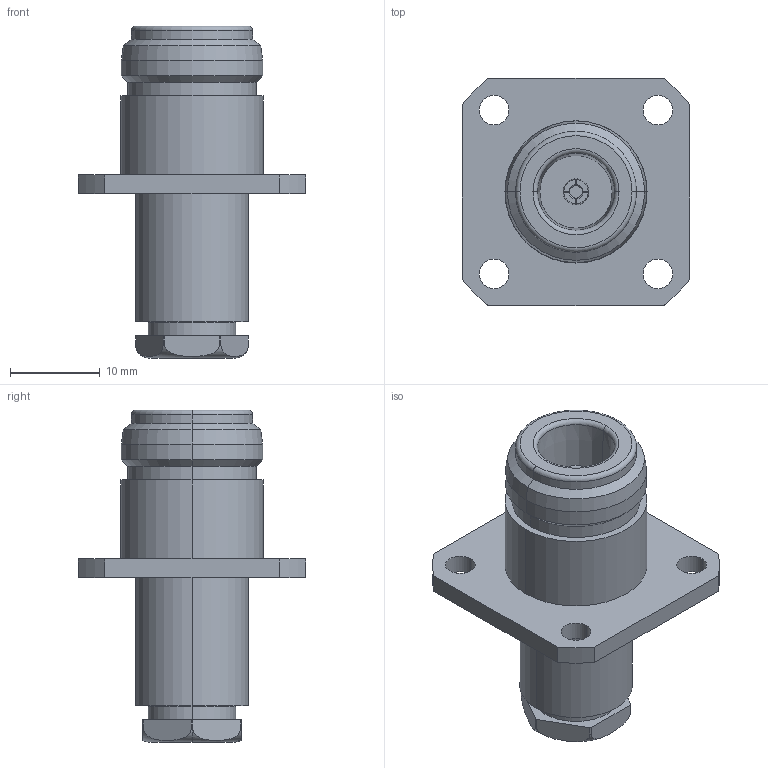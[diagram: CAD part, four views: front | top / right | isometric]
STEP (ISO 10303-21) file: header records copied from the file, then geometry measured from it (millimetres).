
FILE_DESCRIPTION (( 'STEP AP214' ), '1' );
FILE_NAME ('J01021H1119.STEP', '2018-09-18T09:16:10', ( '' ), ( '' ), 'SwSTEP 2.0', 'SolidWorks 2017', '' );
FILE_SCHEMA (( 'AUTOMOTIVE_DESIGN' ));
Length unit declared in the file: millimetre
Products named in the file (1): J01021H1119
Bounding box: 25.4 x 25.4 x 37.02 mm (x, y, z)
Volume: 5934.7 mm3; surface area: 3395.5 mm2
Topology: 1 solids, 1 shells, 94 faces, 224 edges, 143 vertices
Faces by surface type: cylinder 41, plane 31, cone 14, torus 8
Entity records: 3958 total; most frequent: CARTESIAN_POINT 660, DIRECTION 495, ORIENTED_EDGE 448, EDGE_CURVE 224, AXIS2_PLACEMENT_3D 198, VERTEX_POINT 143, EDGE_LOOP 113, CIRCLE 103
